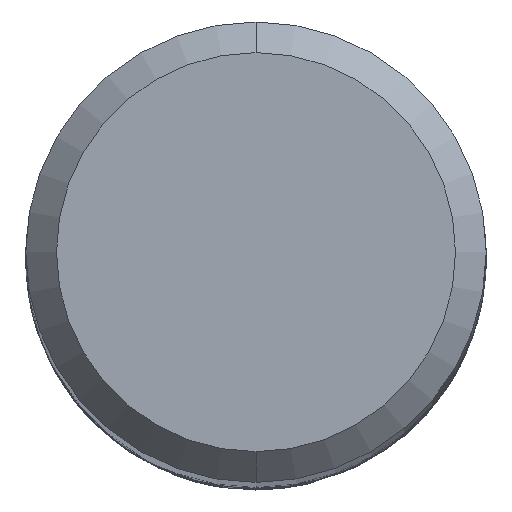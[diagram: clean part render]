
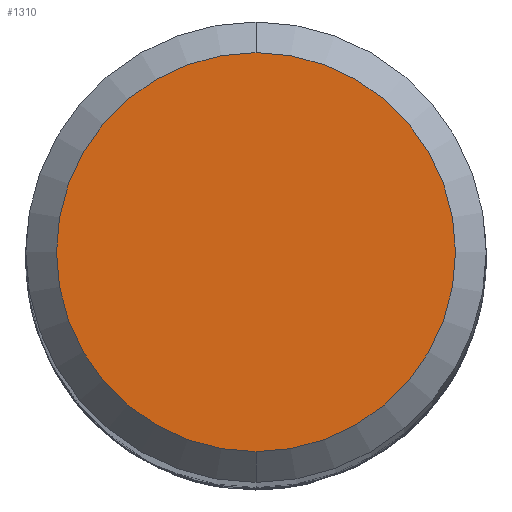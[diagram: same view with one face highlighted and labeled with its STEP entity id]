
A CAD part, top view. The second image highlights one B-rep face of the part: STEP entity #1310.
In plain terms, the highlighted planar face has unit normal (0, 0, 1).
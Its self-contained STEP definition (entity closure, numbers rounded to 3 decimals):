
#738=VERTEX_POINT('',#1973);
#846=EDGE_CURVE('',#1232,#738,#2090,.T.);
#1232=VERTEX_POINT('',#2515);
#1310=ADVANCED_FACE('',(#2601),#2602,.T.);
#1690=EDGE_CURVE('',#738,#1232,#3014,.T.);
#1973=CARTESIAN_POINT('',(0.0,2.6,0.0));
#2090=CIRCLE('',#5216,2.6);
#2515=CARTESIAN_POINT('',(0.,-2.6,0.0));
#2601=FACE_OUTER_BOUND('',#9823,.T.);
#2602=PLANE('',#9824);
#3014=CIRCLE('',#13245,2.6);
#5216=AXIS2_PLACEMENT_3D('',#14929,#14930,#14931);
#9823=EDGE_LOOP('',(#15500,#15501));
#9824=AXIS2_PLACEMENT_3D('',#15502,#15503,#15504);
#13245=AXIS2_PLACEMENT_3D('',#15911,#15912,#15913);
#14929=CARTESIAN_POINT('',(0.0,0.0,0.0));
#14930=DIRECTION('',(0.0,0.0,-1.0));
#14931=DIRECTION('',(0.0,1.0,0.0));
#15500=ORIENTED_EDGE('',*,*,#1690,.F.);
#15501=ORIENTED_EDGE('',*,*,#846,.F.);
#15502=CARTESIAN_POINT('',(0.0,1.3,0.0));
#15503=DIRECTION('',(-0.0,0.0,1.0));
#15504=DIRECTION('',(0.0,-1.0,0.0));
#15911=CARTESIAN_POINT('',(0.0,0.0,0.0));
#15912=DIRECTION('',(0.0,0.0,-1.0));
#15913=DIRECTION('',(0.0,1.0,0.0));
